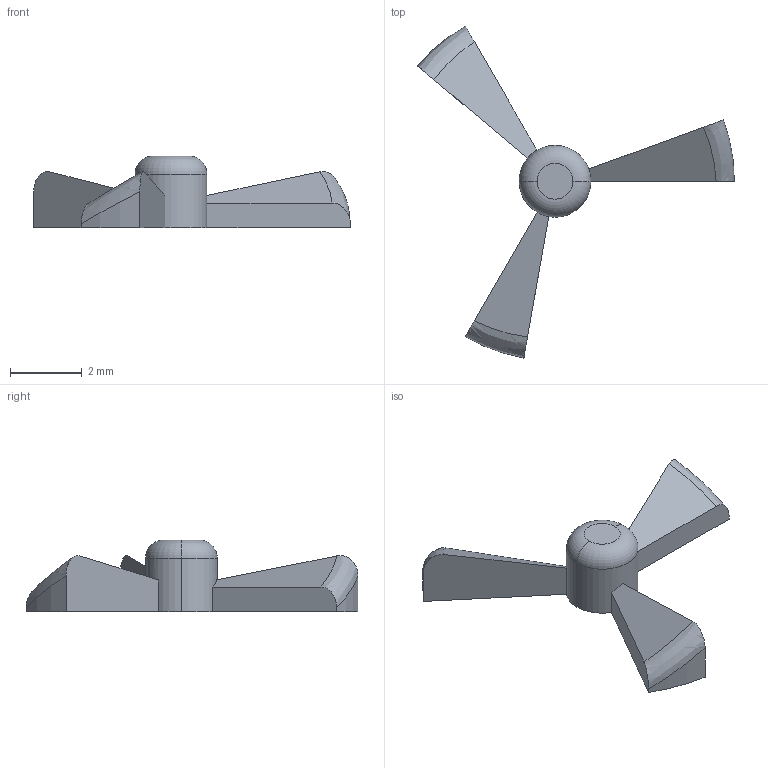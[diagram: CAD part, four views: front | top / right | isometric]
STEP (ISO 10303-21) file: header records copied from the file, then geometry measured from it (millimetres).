
FILE_DESCRIPTION (( 'STEP AP203' ), '1' );
FILE_NAME ('ventilador.par_Défaut_sldprt.STEP', '2024-03-20T04:11:43', ( '' ), ( '' ), 'SwSTEP 2.0', 'SolidWorks 2022', '' );
FILE_SCHEMA (( 'CONFIG_CONTROL_DESIGN' ));
Length unit declared in the file: millimetre
Products named in the file (1): ventilador.par_Défaut_sldprt
Bounding box: 8.83 x 9.25 x 2 mm (x, y, z)
Volume: 18.6 mm3; surface area: 71.5 mm2
Topology: 1 solids, 1 shells, 21 faces, 54 edges, 35 vertices
Faces by surface type: plane 11, cylinder 5, bspline 3, torus 2
Entity records: 765 total; most frequent: CARTESIAN_POINT 213, ORIENTED_EDGE 108, DIRECTION 90, EDGE_CURVE 54, VERTEX_POINT 35, AXIS2_PLACEMENT_3D 32, VECTOR 26, LINE 26
